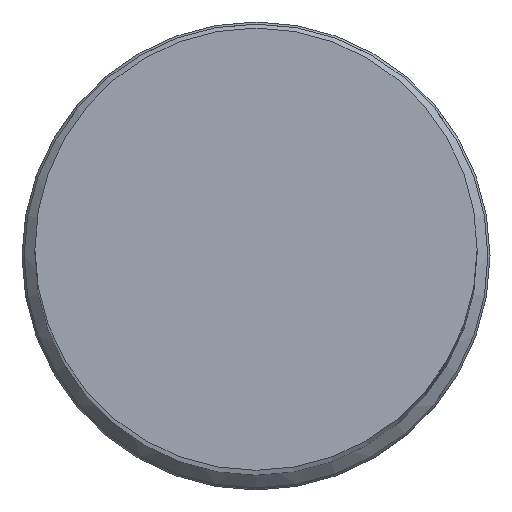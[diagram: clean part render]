
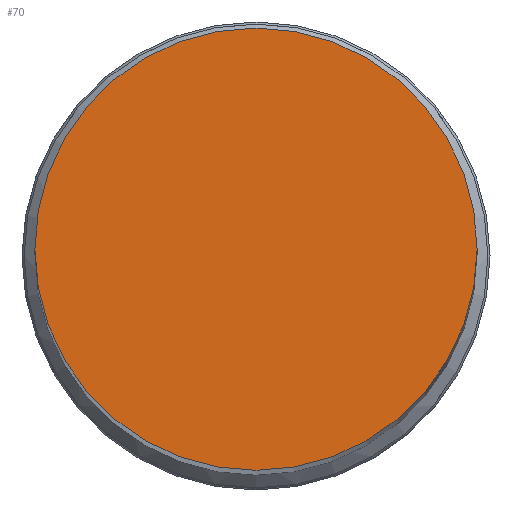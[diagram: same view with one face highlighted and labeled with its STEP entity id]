
A CAD part, top view. The second image highlights one B-rep face of the part: STEP entity #70.
In plain terms, the highlighted planar face has unit normal (0, 0, 1).
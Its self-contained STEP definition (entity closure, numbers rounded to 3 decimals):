
#70=ADVANCED_FACE('240[2]',(#177),#178,.T.);
#149=EDGE_CURVE('240[2]',#297,#297,#298,.T.);
#177=FACE_OUTER_BOUND('',#322,.T.);
#178=PLANE('',#323);
#297=VERTEX_POINT('',#471);
#298=CIRCLE('',#472,6.);
#322=EDGE_LOOP('',(#484));
#323=AXIS2_PLACEMENT_3D('',#485,#486,#487);
#471=CARTESIAN_POINT('',(0.0,-6.,0.0));
#472=AXIS2_PLACEMENT_3D('',#616,#617,#618);
#484=ORIENTED_EDGE('',*,*,#149,.F.);
#485=CARTESIAN_POINT('',(0.0,-3.,0.0));
#486=DIRECTION('',(0.,0.,1.0));
#487=DIRECTION('',(1.0,0.,0.));
#616=CARTESIAN_POINT('',(0.0,0.0,0.0));
#617=DIRECTION('',(0.,0.,-1.0));
#618=DIRECTION('',(0.,-1.0,0.));
